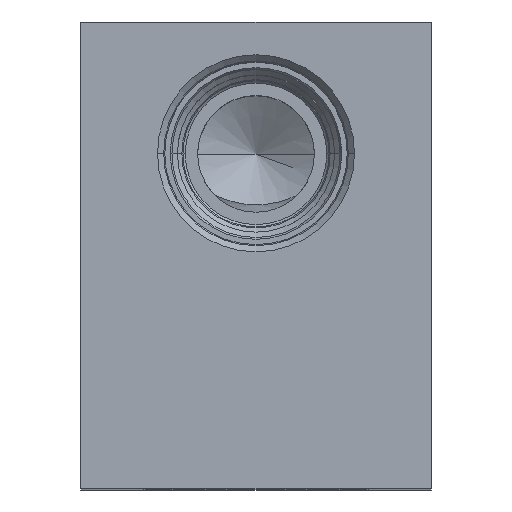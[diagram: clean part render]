
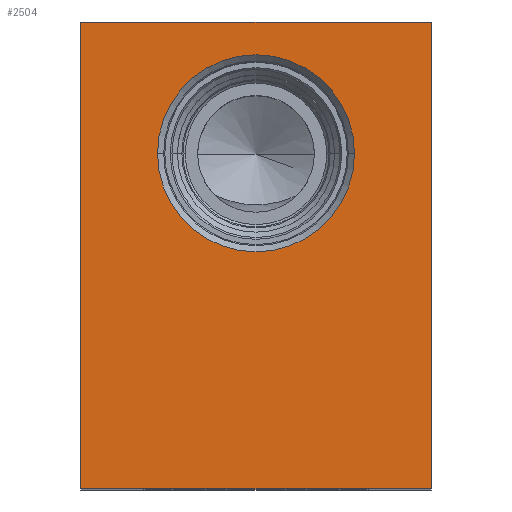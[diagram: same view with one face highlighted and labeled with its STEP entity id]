
A CAD part, top view. The second image highlights one B-rep face of the part: STEP entity #2504.
In plain terms, the highlighted planar face has unit normal (0, 0, 1).
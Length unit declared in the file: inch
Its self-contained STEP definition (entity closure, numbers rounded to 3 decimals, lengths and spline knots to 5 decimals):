
#113=DIRECTION('',(0.,-1.,0.));
#114=VECTOR('',#113,4.);
#115=CARTESIAN_POINT('',(0.,0.,5.5));
#116=LINE('',#115,#114);
#117=DIRECTION('',(-1.,0.,0.));
#118=VECTOR('',#117,3.);
#119=CARTESIAN_POINT('',(3.,0.,5.5));
#120=LINE('',#119,#118);
#121=DIRECTION('',(0.,1.,0.));
#122=VECTOR('',#121,4.);
#123=CARTESIAN_POINT('',(3.,-4.,5.5));
#124=LINE('',#123,#122);
#125=DIRECTION('',(1.,0.,0.));
#126=VECTOR('',#125,3.);
#127=CARTESIAN_POINT('',(0.,-4.,5.5));
#128=LINE('',#127,#126);
#129=CARTESIAN_POINT('',(1.5,-1.125,5.5));
#130=DIRECTION('',(0.,0.,-1.));
#131=DIRECTION('',(-1.,0.,0.));
#132=AXIS2_PLACEMENT_3D('',#129,#130,#131);
#134=CARTESIAN_POINT('',(1.5,-1.125,5.5));
#135=DIRECTION('',(0.,0.,-1.));
#136=DIRECTION('',(1.,0.,0.));
#137=AXIS2_PLACEMENT_3D('',#134,#135,#136);
#2053=CARTESIAN_POINT('',(0.,0.,5.5));
#2054=CARTESIAN_POINT('',(0.,-4.,5.5));
#2055=VERTEX_POINT('',#2053);
#2056=VERTEX_POINT('',#2054);
#2057=CARTESIAN_POINT('',(3.,-4.,5.5));
#2058=VERTEX_POINT('',#2057);
#2059=CARTESIAN_POINT('',(3.,0.,5.5));
#2060=VERTEX_POINT('',#2059);
#2113=CARTESIAN_POINT('',(0.656,-1.125,5.5));
#2114=CARTESIAN_POINT('',(2.344,-1.125,5.5));
#2115=VERTEX_POINT('',#2113);
#2116=VERTEX_POINT('',#2114);
#2487=CARTESIAN_POINT('',(0.,0.,5.5));
#2488=DIRECTION('',(0.,0.,1.));
#2489=DIRECTION('',(1.,0.,0.));
#2490=AXIS2_PLACEMENT_3D('',#2487,#2488,#2489);
#2491=PLANE('',#2490);
#2492=ORIENTED_EDGE('',*,*,#2397,.F.);
#2493=ORIENTED_EDGE('',*,*,#2424,.F.);
#2494=ORIENTED_EDGE('',*,*,#2450,.F.);
#2495=ORIENTED_EDGE('',*,*,#2469,.F.);
#2496=EDGE_LOOP('',(#2492,#2493,#2494,#2495));
#2497=FACE_OUTER_BOUND('',#2496,.F.);
#2499=ORIENTED_EDGE('',*,*,#2498,.F.);
#2501=ORIENTED_EDGE('',*,*,#2500,.F.);
#2502=EDGE_LOOP('',(#2499,#2501));
#2503=FACE_BOUND('',#2502,.F.);
#2504=ADVANCED_FACE('',(#2497,#2503),#2491,.T.);
#133=CIRCLE('',#132,0.844);
#138=CIRCLE('',#137,0.844);
#2397=EDGE_CURVE('',#2055,#2056,#116,.T.);
#2424=EDGE_CURVE('',#2060,#2055,#120,.T.);
#2450=EDGE_CURVE('',#2058,#2060,#124,.T.);
#2469=EDGE_CURVE('',#2056,#2058,#128,.T.);
#2498=EDGE_CURVE('',#2115,#2116,#133,.T.);
#2500=EDGE_CURVE('',#2116,#2115,#138,.T.);
